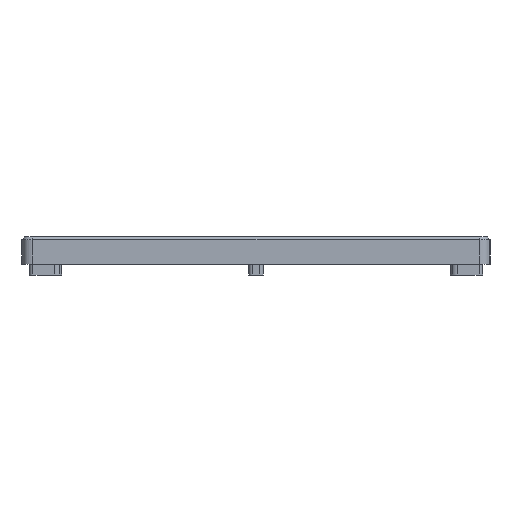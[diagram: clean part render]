
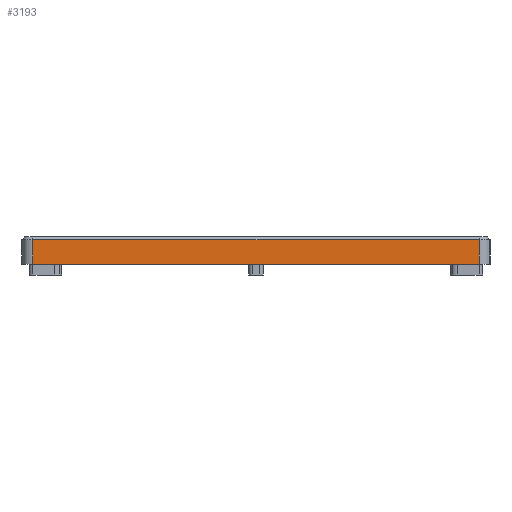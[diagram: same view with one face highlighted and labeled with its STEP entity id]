
A CAD part, left-side view. The second image highlights one B-rep face of the part: STEP entity #3193.
In plain terms, the highlighted planar face has unit normal (-1, 0, 0).
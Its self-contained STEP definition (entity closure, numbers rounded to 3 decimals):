
#307=FACE_OUTER_BOUND('',#497,.T.);
#497=EDGE_LOOP('',(#2168,#2169,#2170,#2171));
#710=LINE('',#4766,#1029);
#727=LINE('',#4818,#1046);
#728=LINE('',#4822,#1047);
#729=LINE('',#4823,#1048);
#1029=VECTOR('',#3743,10.);
#1046=VECTOR('',#3798,10.);
#1047=VECTOR('',#3803,10.);
#1048=VECTOR('',#3804,10.);
#1345=VERTEX_POINT('',#4759);
#1348=VERTEX_POINT('',#4764);
#1364=VERTEX_POINT('',#4817);
#1365=VERTEX_POINT('',#4821);
#1648=EDGE_CURVE('',#1348,#1345,#710,.T.);
#1674=EDGE_CURVE('',#1345,#1364,#727,.T.);
#1676=EDGE_CURVE('',#1365,#1348,#728,.T.);
#1677=EDGE_CURVE('',#1364,#1365,#729,.T.);
#2168=ORIENTED_EDGE('',*,*,#1648,.F.);
#2169=ORIENTED_EDGE('',*,*,#1676,.F.);
#2170=ORIENTED_EDGE('',*,*,#1677,.F.);
#2171=ORIENTED_EDGE('',*,*,#1674,.F.);
#3087=PLANE('',#3407);
#3193=ADVANCED_FACE('',(#307),#3087,.T.);
#3407=AXIS2_PLACEMENT_3D('',#4820,#3801,#3802);
#3743=DIRECTION('',(0.,-1.,0.));
#3798=DIRECTION('',(0.,0.,-1.));
#3801=DIRECTION('center_axis',(-1.,0.,0.));
#3802=DIRECTION('ref_axis',(0.,-1.,0.));
#3803=DIRECTION('',(0.,0.,1.));
#3804=DIRECTION('',(0.,1.,0.));
#4759=CARTESIAN_POINT('',(-14.85,-109.1,13.35));
#4764=CARTESIAN_POINT('',(-14.85,13.85,13.35));
#4766=CARTESIAN_POINT('',(-14.85,-15.388,13.35));
#4817=CARTESIAN_POINT('',(-14.85,-109.1,6.6));
#4818=CARTESIAN_POINT('',(-14.85,-109.1,6.6));
#4820=CARTESIAN_POINT('Origin',(-14.85,16.85,6.6));
#4821=CARTESIAN_POINT('',(-14.85,13.85,6.6));
#4822=CARTESIAN_POINT('',(-14.85,13.85,6.6));
#4823=CARTESIAN_POINT('',(-14.85,-112.1,6.6));
